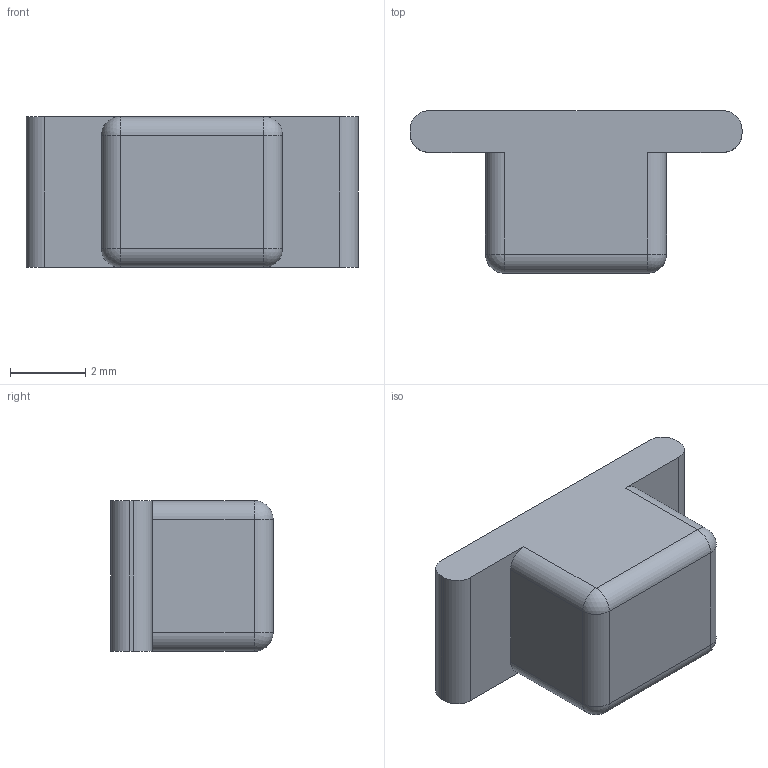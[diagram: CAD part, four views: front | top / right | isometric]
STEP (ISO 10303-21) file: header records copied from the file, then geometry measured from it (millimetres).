
FILE_DESCRIPTION(/* description */ (''),/* implementation_level */ '2;1');
FILE_NAME(/* name */ 'button-2.stp',/* time_stamp */ '2025-03-28T23:48:24+01:00',/* author */ ('merges'),/* organization */ (''),/* preprocessor_version */ 'ST-DEVELOPER v19',/* originating_system */ 'Autodesk Inventor 2023',/* authorisation */ '');
FILE_SCHEMA (('AUTOMOTIVE_DESIGN { 1 0 10303 214 3 1 1 }'));
Length unit declared in the file: millimetre
Products named in the file (1): button-2
Bounding box: 8.8 x 4.3 x 4 mm (x, y, z)
Volume: 97.8 mm3; surface area: 144.6 mm2
Topology: 1 solids, 1 shells, 26 faces, 60 edges, 37 vertices
Faces by surface type: cylinder 12, plane 10, sphere 4
Entity records: 786 total; most frequent: DIRECTION 138, CARTESIAN_POINT 124, ORIENTED_EDGE 120, EDGE_CURVE 60, AXIS2_PLACEMENT_3D 51, LINE 36, VECTOR 36, VERTEX_POINT 36
